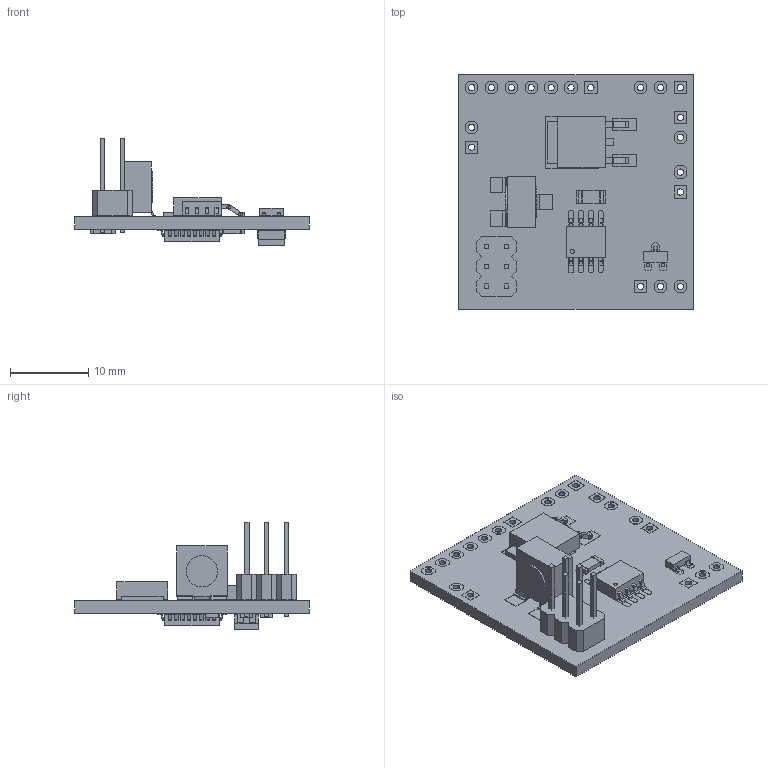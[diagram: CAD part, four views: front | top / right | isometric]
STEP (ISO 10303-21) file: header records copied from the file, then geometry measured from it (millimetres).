
FILE_DESCRIPTION (( 'STEP AP214' ), '1' );
FILE_NAME ('3D-Platine', '', ( '' ), ( '' ), 'STEP 3.0', 'TARGET 3001!', '' );
FILE_SCHEMA (( 'AUTOMOTIVE_DESIGN' ));
Length unit declared in the file: millimetre
Products named in the file (13): 3D-Platine_Board; 3D-Platine_PadsAndTracks; 3D-Platine_K4; 3D-Platine_IC3; 3D-Platine_D5; 3D-Platine_R1; 3D-Platine_R5; 3D-Platine_R4; 3D-Platine_X2; 3D-Platine_C2; 3D-Platine_R2; 3D-Platine_T1; 3D-Platine_T2
Bounding box: 30 x 30 x 13.69 mm (x, y, z)
Volume: 2041.7 mm3; surface area: 3959.5 mm2
Topology: 388 solids, 388 shells, 2930 faces, 6462 edges, 4308 vertices
Faces by surface type: plane 2580, cylinder 350
Entity records: 65097 total; most frequent: ORIENTED_EDGE 12924, DIRECTION 8492, EDGE_CURVE 6462, LINE 5762, VECTOR 5587, CARTESIAN_POINT 4658, VERTEX_POINT 4308, EDGE_LOOP 3080
